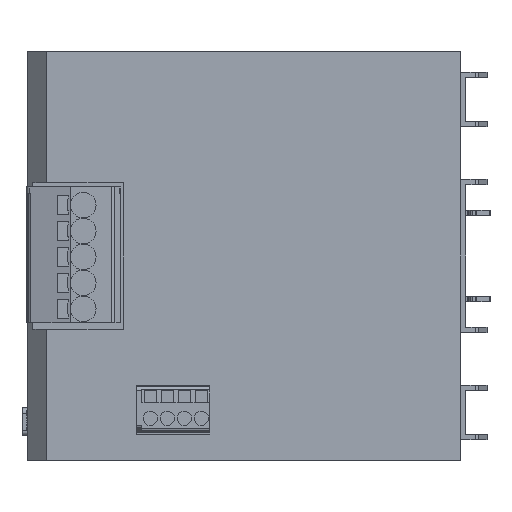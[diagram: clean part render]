
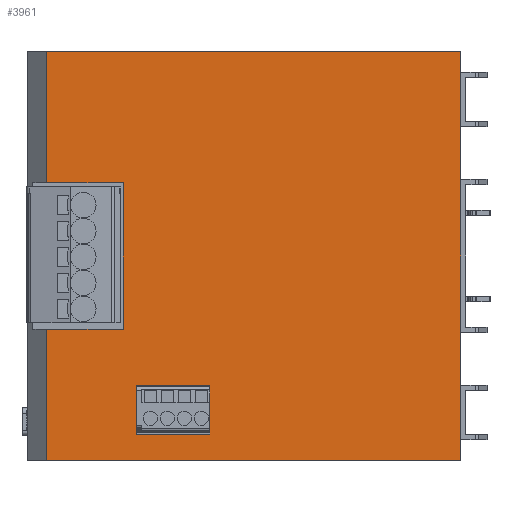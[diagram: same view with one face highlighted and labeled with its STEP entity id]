
A CAD part, left-side view. The second image highlights one B-rep face of the part: STEP entity #3961.
In plain terms, the highlighted planar face has unit normal (-1, 0, 0).
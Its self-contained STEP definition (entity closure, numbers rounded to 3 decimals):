
#273 = CARTESIAN_POINT ( 'NONE',  ( -65., 1.5, 0. ) ) ;
#466 = VECTOR ( 'NONE', #1428, 1000. ) ;
#884 = EDGE_CURVE ( 'NONE', #14609, #14938, #1254, .T. ) ;
#945 = DIRECTION ( 'NONE',  ( 0., -1., 0. ) ) ;
#1231 = EDGE_CURVE ( 'NONE', #7003, #15499, #4599, .T. ) ;
#1254 = LINE ( 'NONE', #8132, #10666 ) ;
#1428 = DIRECTION ( 'NONE',  ( 0., -1., 0. ) ) ;
#1895 = FACE_OUTER_BOUND ( 'NONE', #4501, .T. ) ;
#2145 = EDGE_CURVE ( 'NONE', #15499, #8384, #17448, .T. ) ;
#2852 = ORIENTED_EDGE ( 'NONE', *, *, #2145, .F. ) ;
#2887 = CARTESIAN_POINT ( 'NONE',  ( -65., 75.2, 7.6 ) ) ;
#2945 = CARTESIAN_POINT ( 'NONE',  ( -65., 123.2, 38.5 ) ) ;
#3137 = DIRECTION ( 'NONE',  ( 0., 0., -1. ) ) ;
#3157 = ORIENTED_EDGE ( 'NONE', *, *, #7734, .F. ) ;
#3168 = CARTESIAN_POINT ( 'NONE',  ( -65., 123.2, 81.5 ) ) ;
#3499 = ORIENTED_EDGE ( 'NONE', *, *, #9234, .F. ) ;
#3582 = CARTESIAN_POINT ( 'NONE',  ( -65., 96.7, 18. ) ) ;
#3622 = DIRECTION ( 'NONE',  ( 0., -1., 0. ) ) ;
#3643 = CARTESIAN_POINT ( 'NONE',  ( -65., 123.2, 81.5 ) ) ;
#3707 = LINE ( 'NONE', #13245, #9062 ) ;
#3959 = CARTESIAN_POINT ( 'NONE',  ( -65., 100.6, 38.5 ) ) ;
#3961 = ADVANCED_FACE ( 'NONE', ( #4748, #1895 ), #7352, .F. ) ;
#3993 = CARTESIAN_POINT ( 'NONE',  ( -65., 123.2, 7.6 ) ) ;
#4313 = CARTESIAN_POINT ( 'NONE',  ( -65., 1.5, 120. ) ) ;
#4501 = EDGE_LOOP ( 'NONE', ( #10414, #3157, #17281, #9928, #13239, #4879, #6062, #16671 ) ) ;
#4577 = VECTOR ( 'NONE', #8687, 1000. ) ;
#4599 = LINE ( 'NONE', #11461, #4577 ) ;
#4666 = ORIENTED_EDGE ( 'NONE', *, *, #1231, .F. ) ;
#4748 = FACE_BOUND ( 'NONE', #7120, .T. ) ;
#4879 = ORIENTED_EDGE ( 'NONE', *, *, #10794, .F. ) ;
#5640 = ORIENTED_EDGE ( 'NONE', *, *, #9419, .F. ) ;
#5872 = CARTESIAN_POINT ( 'NONE',  ( -65., 123.2, 18. ) ) ;
#5918 = CARTESIAN_POINT ( 'NONE',  ( -65., 123.2, 120. ) ) ;
#5921 = CARTESIAN_POINT ( 'NONE',  ( -65., 100.6, 81.5 ) ) ;
#6062 = ORIENTED_EDGE ( 'NONE', *, *, #10171, .T. ) ;
#6226 = LINE ( 'NONE', #7818, #13341 ) ;
#7003 = VERTEX_POINT ( 'NONE', #3582 ) ;
#7120 = EDGE_LOOP ( 'NONE', ( #5640, #3499, #2852, #4666 ) ) ;
#7352 = PLANE ( 'NONE',  #11490 ) ;
#7515 = DIRECTION ( 'NONE',  ( 0., 0., 1. ) ) ;
#7566 = DIRECTION ( 'NONE',  ( 0., 0., 1. ) ) ;
#7734 = EDGE_CURVE ( 'NONE', #12159, #14609, #10967, .T. ) ;
#7755 = DIRECTION ( 'NONE',  ( 0., 1., 0. ) ) ;
#7818 = CARTESIAN_POINT ( 'NONE',  ( -65., 115.512, 0. ) ) ;
#7900 = VECTOR ( 'NONE', #7515, 1000. ) ;
#8132 = CARTESIAN_POINT ( 'NONE',  ( -65., 100.6, 120. ) ) ;
#8275 = EDGE_CURVE ( 'NONE', #15126, #11414, #10364, .T. ) ;
#8384 = VERTEX_POINT ( 'NONE', #2887 ) ;
#8687 = DIRECTION ( 'NONE',  ( 0., 0., -1. ) ) ;
#8813 = LINE ( 'NONE', #14251, #12445 ) ;
#9062 = VECTOR ( 'NONE', #11476, 1000. ) ;
#9234 = EDGE_CURVE ( 'NONE', #8384, #17463, #8813, .T. ) ;
#9378 = VECTOR ( 'NONE', #7755, 1000. ) ;
#9419 = EDGE_CURVE ( 'NONE', #17463, #7003, #16734, .T. ) ;
#9740 = VECTOR ( 'NONE', #945, 1000. ) ;
#9928 = ORIENTED_EDGE ( 'NONE', *, *, #15770, .T. ) ;
#10037 = DIRECTION ( 'NONE',  ( 0., 0., 1. ) ) ;
#10171 = EDGE_CURVE ( 'NONE', #12638, #16093, #17567, .T. ) ;
#10179 = LINE ( 'NONE', #5918, #17301 ) ;
#10191 = DIRECTION ( 'NONE',  ( 0., 0., -1. ) ) ;
#10194 = CARTESIAN_POINT ( 'NONE',  ( -65., 1.5, 120. ) ) ;
#10251 = LINE ( 'NONE', #3643, #9378 ) ;
#10364 = LINE ( 'NONE', #10194, #7900 ) ;
#10414 = ORIENTED_EDGE ( 'NONE', *, *, #884, .F. ) ;
#10666 = VECTOR ( 'NONE', #10037, 1000. ) ;
#10794 = EDGE_CURVE ( 'NONE', #12638, #11414, #3707, .T. ) ;
#10967 = LINE ( 'NONE', #2945, #466 ) ;
#11414 = VERTEX_POINT ( 'NONE', #4313 ) ;
#11461 = CARTESIAN_POINT ( 'NONE',  ( -65., 96.7, 120. ) ) ;
#11476 = DIRECTION ( 'NONE',  ( 0., -1., 0. ) ) ;
#11490 = AXIS2_PLACEMENT_3D ( 'NONE', #12864, #17042, #10191 ) ;
#12159 = VERTEX_POINT ( 'NONE', #14041 ) ;
#12194 = VECTOR ( 'NONE', #12230, 1000. ) ;
#12230 = DIRECTION ( 'NONE',  ( 0., 0., -1. ) ) ;
#12445 = VECTOR ( 'NONE', #7566, 1000. ) ;
#12638 = VERTEX_POINT ( 'NONE', #13977 ) ;
#12864 = CARTESIAN_POINT ( 'NONE',  ( -65., 123.2, 120. ) ) ;
#13239 = ORIENTED_EDGE ( 'NONE', *, *, #8275, .T. ) ;
#13245 = CARTESIAN_POINT ( 'NONE',  ( -65., 123.2, 120. ) ) ;
#13341 = VECTOR ( 'NONE', #3622, 1000. ) ;
#13642 = CARTESIAN_POINT ( 'NONE',  ( -65., 96.7, 7.6 ) ) ;
#13668 = EDGE_CURVE ( 'NONE', #12159, #15572, #10179, .T. ) ;
#13977 = CARTESIAN_POINT ( 'NONE',  ( -65., 123.2, 120. ) ) ;
#14041 = CARTESIAN_POINT ( 'NONE',  ( -65., 123.2, 38.5 ) ) ;
#14251 = CARTESIAN_POINT ( 'NONE',  ( -65., 75.2, 120. ) ) ;
#14609 = VERTEX_POINT ( 'NONE', #3959 ) ;
#14894 = CARTESIAN_POINT ( 'NONE',  ( -65., 123.2, 120. ) ) ;
#14938 = VERTEX_POINT ( 'NONE', #5921 ) ;
#15126 = VERTEX_POINT ( 'NONE', #273 ) ;
#15291 = VECTOR ( 'NONE', #15317, 1000. ) ;
#15317 = DIRECTION ( 'NONE',  ( 0., 1., 0. ) ) ;
#15390 = EDGE_CURVE ( 'NONE', #14938, #16093, #10251, .T. ) ;
#15499 = VERTEX_POINT ( 'NONE', #13642 ) ;
#15572 = VERTEX_POINT ( 'NONE', #17550 ) ;
#15770 = EDGE_CURVE ( 'NONE', #15572, #15126, #6226, .T. ) ;
#16093 = VERTEX_POINT ( 'NONE', #3168 ) ;
#16671 = ORIENTED_EDGE ( 'NONE', *, *, #15390, .F. ) ;
#16734 = LINE ( 'NONE', #5872, #15291 ) ;
#16856 = CARTESIAN_POINT ( 'NONE',  ( -65., 75.2, 18. ) ) ;
#17042 = DIRECTION ( 'NONE',  ( 1., 0., 0. ) ) ;
#17281 = ORIENTED_EDGE ( 'NONE', *, *, #13668, .T. ) ;
#17301 = VECTOR ( 'NONE', #3137, 1000. ) ;
#17448 = LINE ( 'NONE', #3993, #9740 ) ;
#17463 = VERTEX_POINT ( 'NONE', #16856 ) ;
#17550 = CARTESIAN_POINT ( 'NONE',  ( -65., 123.2, 0. ) ) ;
#17567 = LINE ( 'NONE', #14894, #12194 ) ;
